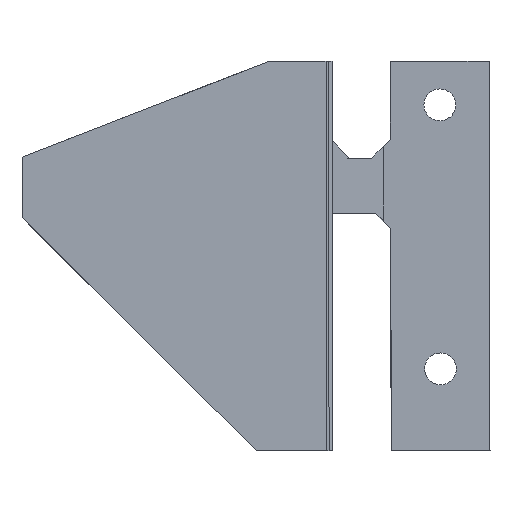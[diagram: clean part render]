
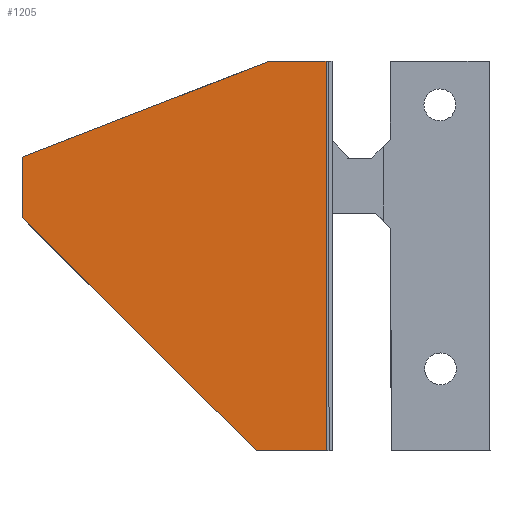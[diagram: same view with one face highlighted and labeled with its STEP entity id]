
A CAD part, left-side view. The second image highlights one B-rep face of the part: STEP entity #1205.
In plain terms, the highlighted planar face has unit normal (-1, -0.001, 0).
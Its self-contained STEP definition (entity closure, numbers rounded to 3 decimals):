
#95=FACE_OUTER_BOUND('',#160,.T.);
#160=EDGE_LOOP('',(#833,#834,#835,#836,#837,#838));
#246=LINE('',#1739,#384);
#263=LINE('',#1776,#401);
#264=LINE('',#1778,#402);
#265=LINE('',#1780,#403);
#266=LINE('',#1782,#404);
#267=LINE('',#1783,#405);
#384=VECTOR('',#1394,10.);
#401=VECTOR('',#1421,10.);
#402=VECTOR('',#1422,10.);
#403=VECTOR('',#1423,10.);
#404=VECTOR('',#1424,10.);
#405=VECTOR('',#1425,10.);
#522=VERTEX_POINT('',#1736);
#523=VERTEX_POINT('',#1738);
#538=VERTEX_POINT('',#1775);
#539=VERTEX_POINT('',#1777);
#540=VERTEX_POINT('',#1779);
#541=VERTEX_POINT('',#1781);
#638=EDGE_CURVE('',#523,#522,#246,.T.);
#656=EDGE_CURVE('',#522,#538,#263,.T.);
#657=EDGE_CURVE('',#538,#539,#264,.T.);
#658=EDGE_CURVE('',#539,#540,#265,.T.);
#659=EDGE_CURVE('',#541,#540,#266,.T.);
#660=EDGE_CURVE('',#541,#523,#267,.T.);
#833=ORIENTED_EDGE('',*,*,#638,.T.);
#834=ORIENTED_EDGE('',*,*,#656,.T.);
#835=ORIENTED_EDGE('',*,*,#657,.T.);
#836=ORIENTED_EDGE('',*,*,#658,.T.);
#837=ORIENTED_EDGE('',*,*,#659,.F.);
#838=ORIENTED_EDGE('',*,*,#660,.T.);
#1159=PLANE('',#1290);
#1205=ADVANCED_FACE('',(#95),#1159,.T.);
#1290=AXIS2_PLACEMENT_3D('',#1774,#1419,#1420);
#1394=DIRECTION('',(0.001,-1.,0.002));
#1419=DIRECTION('center_axis',(-1.,-0.001,
0.));
#1420=DIRECTION('ref_axis',(0.001,-1.,0.002));
#1421=DIRECTION('',(0.,0.002,1.));
#1422=DIRECTION('',(-0.001,1.,-0.002));
#1423=DIRECTION('',(-0.001,0.932,-0.362));
#1424=DIRECTION('',(0.,0.002,1.));
#1425=DIRECTION('',(0.,-0.709,-0.706));
#1736=CARTESIAN_POINT('',(-212.156,213.094,-117.254));
#1738=CARTESIAN_POINT('',(-212.164,222.344,-117.274));
#1739=CARTESIAN_POINT('',(-212.179,239.556,-117.311));
#1774=CARTESIAN_POINT('Origin',(-212.181,253.16,-86.59));
#1775=CARTESIAN_POINT('',(-212.14,213.204,-66.004));
#1776=CARTESIAN_POINT('',(-212.146,213.16,-86.504));
#1777=CARTESIAN_POINT('',(-212.147,220.796,-66.02));
#1778=CARTESIAN_POINT('',(-212.162,238.578,-66.058));
#1779=CARTESIAN_POINT('',(-212.179,253.177,-78.59));
#1780=CARTESIAN_POINT('',(-212.144,218.206,-65.015));
#1781=CARTESIAN_POINT('',(-212.181,253.16,-86.59));
#1782=CARTESIAN_POINT('',(-212.181,253.16,-86.59));
#1783=CARTESIAN_POINT('',(-212.181,253.16,-86.59));
